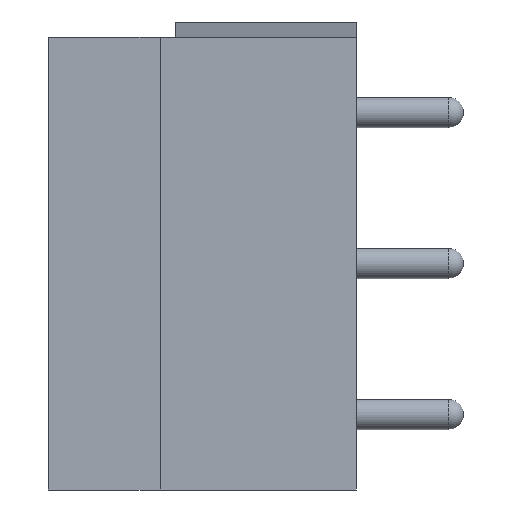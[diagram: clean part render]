
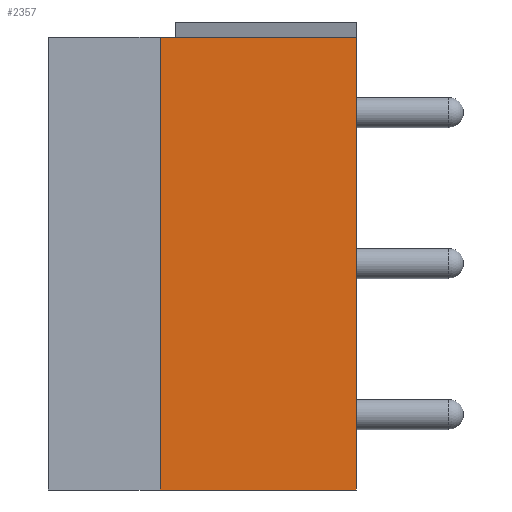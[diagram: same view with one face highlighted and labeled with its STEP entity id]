
A CAD part, left-side view. The second image highlights one B-rep face of the part: STEP entity #2357.
In plain terms, the highlighted planar face has unit normal (-1, 0, 0).
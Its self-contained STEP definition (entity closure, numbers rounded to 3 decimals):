
#101 = CARTESIAN_POINT ( 'NONE',  ( -3.9, -5.1, -15. ) ) ;
#375 = LINE ( 'NONE', #3467, #2442 ) ;
#460 = AXIS2_PLACEMENT_3D ( 'NONE', #730, #1805, #3279 ) ;
#664 = EDGE_CURVE ( 'NONE', #4876, #4554, #5356, .T. ) ;
#730 = CARTESIAN_POINT ( 'NONE',  ( -3.9, 0., -15. ) ) ;
#856 = CARTESIAN_POINT ( 'NONE',  ( -3.9, 1.4, -15. ) ) ;
#1239 = EDGE_CURVE ( 'NONE', #4876, #3130, #2625, .T. ) ;
#1313 = CARTESIAN_POINT ( 'NONE',  ( -3.9, -5.1, -15. ) ) ;
#1805 = DIRECTION ( 'NONE',  ( -1., 0., 0. ) ) ;
#1833 = DIRECTION ( 'NONE',  ( 0., 0., 1. ) ) ;
#1986 = EDGE_CURVE ( 'NONE', #4554, #6487, #5419, .T. ) ;
#1994 = VECTOR ( 'NONE', #1833, 1000. ) ;
#2023 = CARTESIAN_POINT ( 'NONE',  ( -3.9, 1.4, 0. ) ) ;
#2197 = CARTESIAN_POINT ( 'NONE',  ( -3.9, -5.1, 0. ) ) ;
#2273 = PLANE ( 'NONE',  #460 ) ;
#2357 = ADVANCED_FACE ( 'NONE', ( #3887 ), #2273, .T. ) ;
#2442 = VECTOR ( 'NONE', #2680, 1000. ) ;
#2625 = LINE ( 'NONE', #4378, #1994 ) ;
#2680 = DIRECTION ( 'NONE',  ( 0., -1., 0. ) ) ;
#3130 = VERTEX_POINT ( 'NONE', #2023 ) ;
#3279 = DIRECTION ( 'NONE',  ( 0., -1., 0. ) ) ;
#3467 = CARTESIAN_POINT ( 'NONE',  ( -3.9, 0., 0. ) ) ;
#3659 = ORIENTED_EDGE ( 'NONE', *, *, #4672, .F. ) ;
#3887 = FACE_OUTER_BOUND ( 'NONE', #4936, .T. ) ;
#4001 = VECTOR ( 'NONE', #5079, 1000. ) ;
#4041 = CARTESIAN_POINT ( 'NONE',  ( -3.9, 0., -15. ) ) ;
#4046 = DIRECTION ( 'NONE',  ( 0., 0., 1. ) ) ;
#4378 = CARTESIAN_POINT ( 'NONE',  ( -3.9, 1.4, -15. ) ) ;
#4554 = VERTEX_POINT ( 'NONE', #1313 ) ;
#4672 = EDGE_CURVE ( 'NONE', #3130, #6487, #375, .T. ) ;
#4673 = ORIENTED_EDGE ( 'NONE', *, *, #1239, .F. ) ;
#4876 = VERTEX_POINT ( 'NONE', #856 ) ;
#4936 = EDGE_LOOP ( 'NONE', ( #3659, #4673, #6552, #5838 ) ) ;
#5079 = DIRECTION ( 'NONE',  ( 0., -1., 0. ) ) ;
#5091 = VECTOR ( 'NONE', #4046, 1000. ) ;
#5356 = LINE ( 'NONE', #4041, #4001 ) ;
#5419 = LINE ( 'NONE', #101, #5091 ) ;
#5838 = ORIENTED_EDGE ( 'NONE', *, *, #1986, .T. ) ;
#6487 = VERTEX_POINT ( 'NONE', #2197 ) ;
#6552 = ORIENTED_EDGE ( 'NONE', *, *, #664, .T. ) ;
